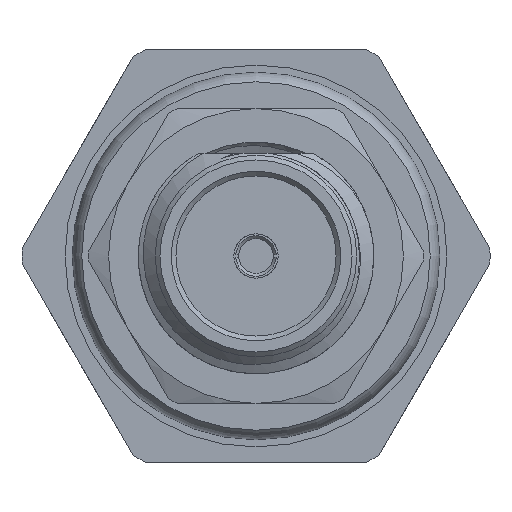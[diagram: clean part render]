
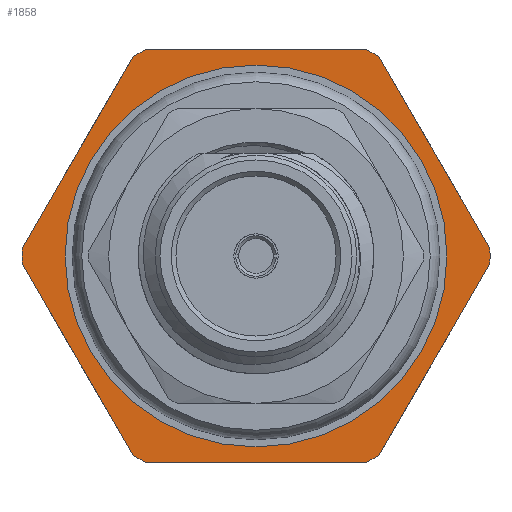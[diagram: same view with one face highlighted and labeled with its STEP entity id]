
A CAD part, left-side view. The second image highlights one B-rep face of the part: STEP entity #1858.
In plain terms, the highlighted planar face has unit normal (-1, 0, 0).
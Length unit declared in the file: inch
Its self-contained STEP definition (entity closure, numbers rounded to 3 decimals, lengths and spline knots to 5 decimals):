
#478 = CARTESIAN_POINT ( 'NONE',  ( 0.415, 0.24836, 0.00783 ) ) ;
#997 = EDGE_CURVE ( 'NONE', #21653, #19816, #3039, .T. ) ;
#1035 = VERTEX_POINT ( 'NONE', #5021 ) ;
#1318 = CARTESIAN_POINT ( 'NONE',  ( 0.415, 0.20274, 0. ) ) ;
#1518 = ORIENTED_EDGE ( 'NONE', *, *, #4833, .F. ) ;
#1658 = DIRECTION ( 'NONE',  ( 0., 0., -1. ) ) ;
#1782 = DIRECTION ( 'NONE',  ( 1., 0., 0. ) ) ;
#1841 = ORIENTED_EDGE ( 'NONE', *, *, #13260, .F. ) ;
#1858 = ADVANCED_FACE ( 'NONE', ( #12608, #12494 ), #8759, .T. ) ;
#1960 = AXIS2_PLACEMENT_3D ( 'NONE', #22803, #6313, #13645 ) ;
#2049 = ORIENTED_EDGE ( 'NONE', *, *, #20601, .T. ) ;
#2135 = VERTEX_POINT ( 'NONE', #5645 ) ;
#2403 = CARTESIAN_POINT ( 'NONE',  ( 0.415, -0.24836, -0.00783 ) ) ;
#2620 = VERTEX_POINT ( 'NONE', #4454 ) ;
#2827 = CARTESIAN_POINT ( 'NONE',  ( 0.415, -0.13897, -0.19729 ) ) ;
#3028 = ORIENTED_EDGE ( 'NONE', *, *, #21554, .F. ) ;
#3039 = CIRCLE ( 'NONE', #22627, 0.24848 ) ;
#3117 = VECTOR ( 'NONE', #5015, 39.37008 ) ;
#3319 = DIRECTION ( 'NONE',  ( 0., 1., 0. ) ) ;
#3729 = EDGE_CURVE ( 'NONE', #2135, #11752, #16742, .T. ) ;
#3873 = DIRECTION ( 'NONE',  ( 0., -1., 0. ) ) ;
#3946 = DIRECTION ( 'NONE',  ( 1., 0., 0. ) ) ;
#3991 = ORIENTED_EDGE ( 'NONE', *, *, #12745, .T. ) ;
#4045 = DIRECTION ( 'NONE',  ( 1., 0., 0. ) ) ;
#4251 = CIRCLE ( 'NONE', #8475, 0.24848 ) ;
#4454 = CARTESIAN_POINT ( 'NONE',  ( 0.415, -0.13096, -0.21117 ) ) ;
#4542 = VERTEX_POINT ( 'NONE', #18431 ) ;
#4553 = AXIS2_PLACEMENT_3D ( 'NONE', #1318, #8642, #15990 ) ;
#4833 = EDGE_CURVE ( 'NONE', #2135, #4542, #14179, .T. ) ;
#5015 = DIRECTION ( 'NONE',  ( 0., -0.5, -0.866 ) ) ;
#5021 = CARTESIAN_POINT ( 'NONE',  ( 0.415, -0.1174, 0.219 ) ) ;
#5052 = DIRECTION ( 'NONE',  ( 1., 0., 0. ) ) ;
#5061 = VECTOR ( 'NONE', #3319, 39.37008 ) ;
#5645 = CARTESIAN_POINT ( 'NONE',  ( 0.415, 0.1174, -0.219 ) ) ;
#6020 = EDGE_LOOP ( 'NONE', ( #20184, #1841, #6148, #16577, #12323, #3028, #3991, #1518, #12899, #6852, #2049, #22828 ) ) ;
#6148 = ORIENTED_EDGE ( 'NONE', *, *, #11208, .T. ) ;
#6202 = EDGE_CURVE ( 'NONE', #2620, #11752, #8823, .T. ) ;
#6313 = DIRECTION ( 'NONE',  ( 1., 0., 0. ) ) ;
#6776 = DIRECTION ( 'NONE',  ( 0., -0.5, 0.866 ) ) ;
#6852 = ORIENTED_EDGE ( 'NONE', *, *, #6202, .F. ) ;
#6943 = CARTESIAN_POINT ( 'NONE',  ( 0.415, 0., 0. ) ) ;
#7010 = VERTEX_POINT ( 'NONE', #18581 ) ;
#7210 = DIRECTION ( 'NONE',  ( 0., 0., -1. ) ) ;
#7288 = VECTOR ( 'NONE', #3873, 39.37008 ) ;
#7484 = VERTEX_POINT ( 'NONE', #14573 ) ;
#7488 = VECTOR ( 'NONE', #7929, 39.37008 ) ;
#7668 = AXIS2_PLACEMENT_3D ( 'NONE', #21540, #5052, #7210 ) ;
#7671 = LINE ( 'NONE', #11403, #18876 ) ;
#7929 = DIRECTION ( 'NONE',  ( 0., 0.5, -0.866 ) ) ;
#8096 = AXIS2_PLACEMENT_3D ( 'NONE', #6943, #19833, #8980 ) ;
#8410 = EDGE_CURVE ( 'NONE', #21653, #11671, #7671, .T. ) ;
#8475 = AXIS2_PLACEMENT_3D ( 'NONE', #22213, #4045, #17033 ) ;
#8642 = DIRECTION ( 'NONE',  ( -1., 0., 0. ) ) ;
#8683 = AXIS2_PLACEMENT_3D ( 'NONE', #10797, #1782, #1658 ) ;
#8759 = PLANE ( 'NONE',  #4553 ) ;
#8823 = CIRCLE ( 'NONE', #19221, 0.24848 ) ;
#8926 = CARTESIAN_POINT ( 'NONE',  ( 0.415, -0.24836, 0.00783 ) ) ;
#8980 = DIRECTION ( 'NONE',  ( 0., 0., -1. ) ) ;
#9345 = VERTEX_POINT ( 'NONE', #478 ) ;
#9441 = VERTEX_POINT ( 'NONE', #19236 ) ;
#9464 = CARTESIAN_POINT ( 'NONE',  ( 0.415, 0., 0. ) ) ;
#9719 = EDGE_LOOP ( 'NONE', ( #22223 ) ) ;
#10432 = DIRECTION ( 'NONE',  ( 0., 0., -1. ) ) ;
#10674 = CARTESIAN_POINT ( 'NONE',  ( 0.415, 0., 0. ) ) ;
#10797 = CARTESIAN_POINT ( 'NONE',  ( 0.415, 0., 0. ) ) ;
#10881 = CARTESIAN_POINT ( 'NONE',  ( 0.415, 0.20274, 0.219 ) ) ;
#11208 = EDGE_CURVE ( 'NONE', #1035, #19023, #23173, .T. ) ;
#11271 = DIRECTION ( 'NONE',  ( 0., 0., -1. ) ) ;
#11403 = CARTESIAN_POINT ( 'NONE',  ( 0.415, -0.13897, 0.19729 ) ) ;
#11671 = VERTEX_POINT ( 'NONE', #15151 ) ;
#11752 = VERTEX_POINT ( 'NONE', #21062 ) ;
#12322 = CIRCLE ( 'NONE', #1960, 0.20274 ) ;
#12323 = ORIENTED_EDGE ( 'NONE', *, *, #19711, .T. ) ;
#12494 = FACE_OUTER_BOUND ( 'NONE', #6020, .T. ) ;
#12608 = FACE_BOUND ( 'NONE', #9719, .T. ) ;
#12745 = EDGE_CURVE ( 'NONE', #9441, #4542, #21507, .T. ) ;
#12899 = ORIENTED_EDGE ( 'NONE', *, *, #3729, .T. ) ;
#12967 = DIRECTION ( 'NONE',  ( 0., 0.5, 0.866 ) ) ;
#13260 = EDGE_CURVE ( 'NONE', #1035, #11671, #4251, .T. ) ;
#13555 = EDGE_CURVE ( 'NONE', #7484, #7484, #12322, .T. ) ;
#13645 = DIRECTION ( 'NONE',  ( 0., 0., -1. ) ) ;
#13831 = EDGE_CURVE ( 'NONE', #7010, #19023, #18485, .T. ) ;
#14179 = CIRCLE ( 'NONE', #7668, 0.24848 ) ;
#14573 = CARTESIAN_POINT ( 'NONE',  ( 0.415, 0., -0.20274 ) ) ;
#14628 = DIRECTION ( 'NONE',  ( 1., 0., 0. ) ) ;
#15151 = CARTESIAN_POINT ( 'NONE',  ( 0.415, -0.13096, 0.21117 ) ) ;
#15990 = DIRECTION ( 'NONE',  ( 0., 0., 1. ) ) ;
#16332 = CARTESIAN_POINT ( 'NONE',  ( 0.415, 0.1174, 0.219 ) ) ;
#16577 = ORIENTED_EDGE ( 'NONE', *, *, #13831, .F. ) ;
#16742 = LINE ( 'NONE', #18662, #7288 ) ;
#17033 = DIRECTION ( 'NONE',  ( 0., 0., -1. ) ) ;
#18320 = CIRCLE ( 'NONE', #8683, 0.24848 ) ;
#18431 = CARTESIAN_POINT ( 'NONE',  ( 0.415, 0.13096, -0.21117 ) ) ;
#18485 = CIRCLE ( 'NONE', #8096, 0.24848 ) ;
#18581 = CARTESIAN_POINT ( 'NONE',  ( 0.415, 0.13096, 0.21117 ) ) ;
#18662 = CARTESIAN_POINT ( 'NONE',  ( 0.415, 0.20274, -0.219 ) ) ;
#18876 = VECTOR ( 'NONE', #12967, 39.37008 ) ;
#19023 = VERTEX_POINT ( 'NONE', #16332 ) ;
#19129 = LINE ( 'NONE', #20934, #7488 ) ;
#19221 = AXIS2_PLACEMENT_3D ( 'NONE', #9464, #3946, #11271 ) ;
#19236 = CARTESIAN_POINT ( 'NONE',  ( 0.415, 0.24836, -0.00783 ) ) ;
#19711 = EDGE_CURVE ( 'NONE', #7010, #9345, #19129, .T. ) ;
#19816 = VERTEX_POINT ( 'NONE', #2403 ) ;
#19833 = DIRECTION ( 'NONE',  ( 1., 0., 0. ) ) ;
#20184 = ORIENTED_EDGE ( 'NONE', *, *, #8410, .T. ) ;
#20601 = EDGE_CURVE ( 'NONE', #2620, #19816, #21466, .T. ) ;
#20934 = CARTESIAN_POINT ( 'NONE',  ( 0.415, 0.24034, 0.02171 ) ) ;
#21062 = CARTESIAN_POINT ( 'NONE',  ( 0.415, -0.1174, -0.219 ) ) ;
#21391 = CARTESIAN_POINT ( 'NONE',  ( 0.415, 0.24034, -0.02171 ) ) ;
#21466 = LINE ( 'NONE', #2827, #23248 ) ;
#21507 = LINE ( 'NONE', #21391, #3117 ) ;
#21540 = CARTESIAN_POINT ( 'NONE',  ( 0.415, 0., 0. ) ) ;
#21554 = EDGE_CURVE ( 'NONE', #9441, #9345, #18320, .T. ) ;
#21653 = VERTEX_POINT ( 'NONE', #8926 ) ;
#22213 = CARTESIAN_POINT ( 'NONE',  ( 0.415, 0., 0. ) ) ;
#22223 = ORIENTED_EDGE ( 'NONE', *, *, #13555, .T. ) ;
#22627 = AXIS2_PLACEMENT_3D ( 'NONE', #10674, #14628, #10432 ) ;
#22803 = CARTESIAN_POINT ( 'NONE',  ( 0.415, 0., 0. ) ) ;
#22828 = ORIENTED_EDGE ( 'NONE', *, *, #997, .F. ) ;
#23173 = LINE ( 'NONE', #10881, #5061 ) ;
#23248 = VECTOR ( 'NONE', #6776, 39.37008 ) ;
